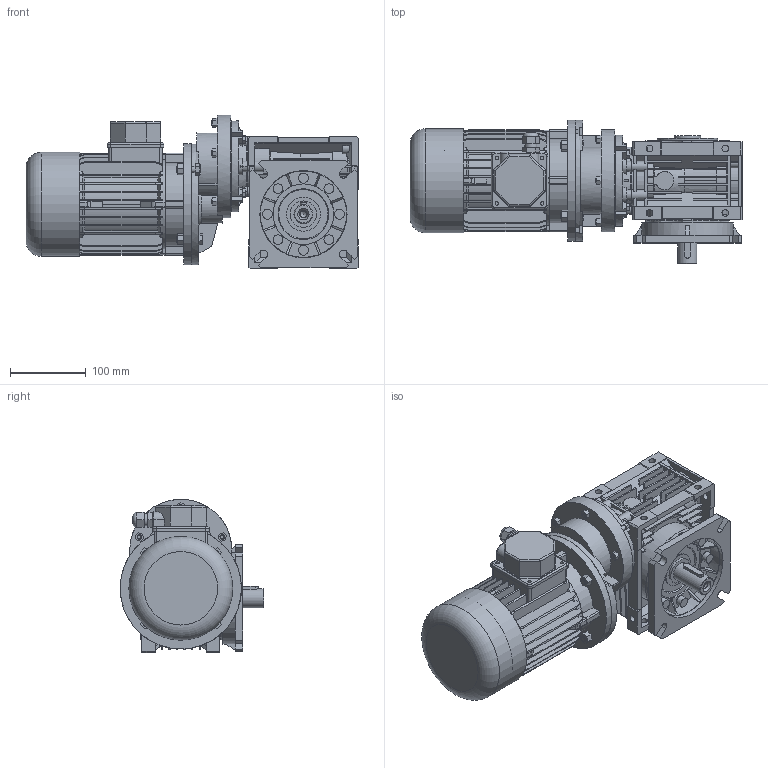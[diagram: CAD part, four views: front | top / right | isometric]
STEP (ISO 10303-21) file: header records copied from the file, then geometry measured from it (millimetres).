
FILE_DESCRIPTION(('TFLEX Exchange Step'),'2;1');
FILE_NAME('PCRV071-063SHFA_MS71B5.stp', '2025-01-12T18:38:28+03:00',('prish'),('Unknown organisation'),'TFLEX Exchange 2022.1','T-FLEX CAD','Unknown authorisation');
FILE_SCHEMA( ('AUTOMOTIVE_DESIGN { 1 0 10303 214 1 1 1 1 }') );
Length unit declared in the file: millimetre
Products named in the file (1): PCRV071-063SHFA_MS71B5
Bounding box: 438 x 189.5 x 202.5 mm (x, y, z)
Volume: 5234242.9 mm3; surface area: 854173.3 mm2
Topology: 17 solids, 23 shells, 2425 faces, 6696 edges, 4429 vertices
Faces by surface type: plane 1409, cylinder 594, cone 282, torus 140
Full cylindrical faces by diameter (mm): 4.134 x9, 4.5 x4, 5 x4, 5.5 x4, 6 x9, 6.647 x16, 7.56 x4, 8 x8, 8.376 x1, 8.5 x6, 8.78 x14, 9.5 x4, 10 x4, 10.5 x1, 12 x1, 13 x22, 14 x2, 15.741 x1, 16 x1, 16.24 x1, 17 x2, 25 x2, 29 x1, 30 x1, 34 x2, 35 x2, 37 x1, 45 x2, 52 x1, 53 x1
Entity records: 82807 total; most frequent: CARTESIAN_POINT 20370, ORIENTED_EDGE 13332, DIRECTION 12846, EDGE_CURVE 6666, AXIS2_PLACEMENT_3D 4569, VERTEX_POINT 4429, VECTOR 3708, LINE 3708
